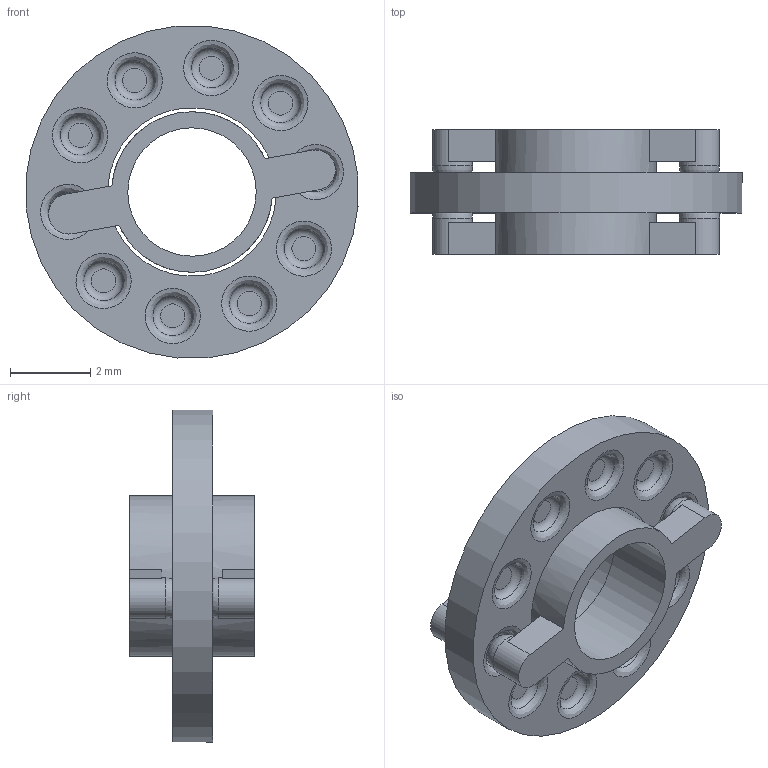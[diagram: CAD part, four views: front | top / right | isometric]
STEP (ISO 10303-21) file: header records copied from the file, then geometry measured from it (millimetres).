
FILE_DESCRIPTION(/* description */ (''),/* implementation_level */ '2;1');
FILE_NAME(/* name */ 'Assembly1.stp',/* time_stamp */ '2021-09-12T23:04:37+02:00',/* author */ ('niels'),/* organization */ (''),/* preprocessor_version */ 'ST-DEVELOPER v18.1',/* originating_system */ 'Autodesk Inventor 2022',/* authorisation */ '');
FILE_SCHEMA (('AUTOMOTIVE_DESIGN { 1 0 10303 214 3 1 1 }'));
Length unit declared in the file: millimetre
Products named in the file (4): Assembly1; pMitte; pTop; pButtpm
Assembly tree (3 placements, depth 2):
  Assembly1
    pMitte
    pTop
    pButtpm
Bounding box: 8.27 x 3.1 x 8.27 mm (x, y, z)
Volume: 55.2 mm3; surface area: 254.2 mm2
Topology: 3 solids, 3 shells, 96 faces, 212 edges, 140 vertices
Faces by surface type: plane 40, bspline 20, torus 20, cylinder 12, sphere 4
Full cylindrical faces by diameter (mm): 1 x4, 3.2 x2, 3.5 x1, 3.7 x1, 4 x2, 4.2 x1, 8.3 x1
Entity records: 4092 total; most frequent: CARTESIAN_POINT 1900, DIRECTION 418, ORIENTED_EDGE 416, EDGE_CURVE 208, AXIS2_PLACEMENT_3D 187, VERTEX_POINT 140, EDGE_LOOP 124, CIRCLE 104
